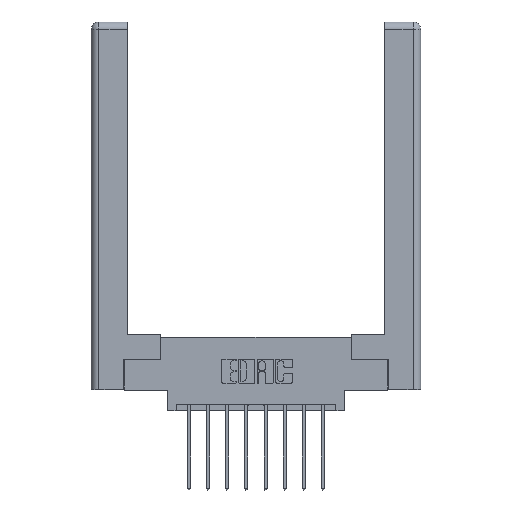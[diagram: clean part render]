
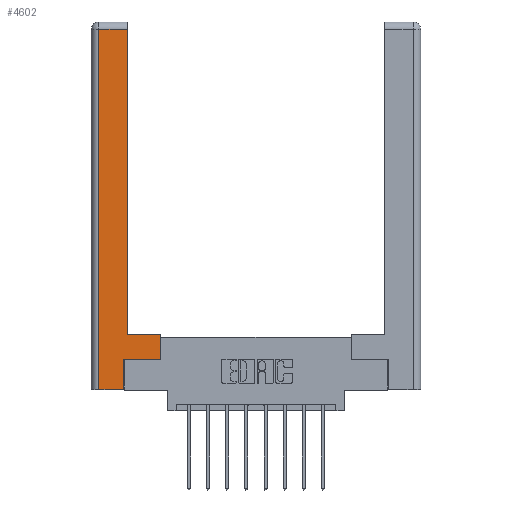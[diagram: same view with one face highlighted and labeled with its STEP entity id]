
A CAD part, top view. The second image highlights one B-rep face of the part: STEP entity #4602.
In plain terms, the highlighted planar face has unit normal (0, 0, 1).
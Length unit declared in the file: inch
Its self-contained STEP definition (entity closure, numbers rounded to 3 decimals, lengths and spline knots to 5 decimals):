
#146 = PLANE ( 'NONE',  #11295 ) ;
#190 = DIRECTION ( 'NONE',  ( -1., 0., 0. ) ) ;
#253 = DIRECTION ( 'NONE',  ( 0., -1., 0. ) ) ;
#462 = CARTESIAN_POINT ( 'NONE',  ( 0.565, 0.245, 0. ) ) ;
#472 = VERTEX_POINT ( 'NONE', #10305 ) ;
#538 = LINE ( 'NONE', #11956, #1972 ) ;
#577 = LINE ( 'NONE', #7870, #12253 ) ;
#650 = VECTOR ( 'NONE', #2212, 39.37008 ) ;
#728 = DIRECTION ( 'NONE',  ( 1., 0., 0. ) ) ;
#862 = VERTEX_POINT ( 'NONE', #9250 ) ;
#1245 = EDGE_CURVE ( 'NONE', #10908, #4474, #577, .T. ) ;
#1384 = CARTESIAN_POINT ( 'NONE',  ( 0.0615, 2.94, 0. ) ) ;
#1489 = EDGE_CURVE ( 'NONE', #5810, #10908, #5495, .T. ) ;
#1495 = LINE ( 'NONE', #5910, #3604 ) ;
#1623 = VERTEX_POINT ( 'NONE', #10220 ) ;
#1972 = VECTOR ( 'NONE', #5689, 39.37008 ) ;
#2212 = DIRECTION ( 'NONE',  ( 0., 1., 0. ) ) ;
#2759 = VECTOR ( 'NONE', #8503, 39.37008 ) ;
#2932 = ORIENTED_EDGE ( 'NONE', *, *, #10790, .T. ) ;
#3183 = CARTESIAN_POINT ( 'NONE',  ( 0.265, 0.245, 0. ) ) ;
#3235 = CARTESIAN_POINT ( 'NONE',  ( 0.265, 0.245, 0. ) ) ;
#3604 = VECTOR ( 'NONE', #6052, 39.37008 ) ;
#4286 = DIRECTION ( 'NONE',  ( 0., 0., -1. ) ) ;
#4474 = VERTEX_POINT ( 'NONE', #462 ) ;
#4602 = ADVANCED_FACE ( 'NONE', ( #12441 ), #146, .F. ) ;
#5309 = ORIENTED_EDGE ( 'NONE', *, *, #11363, .T. ) ;
#5495 = LINE ( 'NONE', #3235, #2759 ) ;
#5596 = ORIENTED_EDGE ( 'NONE', *, *, #9532, .T. ) ;
#5635 = LINE ( 'NONE', #10594, #13274 ) ;
#5689 = DIRECTION ( 'NONE',  ( -1., 0., 0. ) ) ;
#5810 = VERTEX_POINT ( 'NONE', #11093 ) ;
#5910 = CARTESIAN_POINT ( 'NONE',  ( 0.295, 3., 0. ) ) ;
#6052 = DIRECTION ( 'NONE',  ( 0., 1., 0. ) ) ;
#6125 = LINE ( 'NONE', #8445, #650 ) ;
#6171 = VECTOR ( 'NONE', #11824, 39.37008 ) ;
#7392 = ORIENTED_EDGE ( 'NONE', *, *, #11675, .T. ) ;
#7715 = CARTESIAN_POINT ( 'NONE',  ( 0.295, 2.94, 0. ) ) ;
#7756 = CARTESIAN_POINT ( 'NONE',  ( 0.295, 0.45, 0. ) ) ;
#7870 = CARTESIAN_POINT ( 'NONE',  ( 0.565, 0.245, 0. ) ) ;
#8255 = ORIENTED_EDGE ( 'NONE', *, *, #1489, .T. ) ;
#8445 = CARTESIAN_POINT ( 'NONE',  ( 0.565, 0.45, 0. ) ) ;
#8503 = DIRECTION ( 'NONE',  ( 0., 1., 0. ) ) ;
#9023 = DIRECTION ( 'NONE',  ( 1., 0., 0. ) ) ;
#9066 = ORIENTED_EDGE ( 'NONE', *, *, #12871, .T. ) ;
#9250 = CARTESIAN_POINT ( 'NONE',  ( 0.295, 0.45, 0. ) ) ;
#9460 = CARTESIAN_POINT ( 'NONE',  ( 0., 0., 0. ) ) ;
#9464 = VERTEX_POINT ( 'NONE', #7715 ) ;
#9475 = ORIENTED_EDGE ( 'NONE', *, *, #1245, .T. ) ;
#9532 = EDGE_CURVE ( 'NONE', #11194, #472, #5635, .T. ) ;
#9946 = CARTESIAN_POINT ( 'NONE',  ( 0.265, 0., 0. ) ) ;
#10133 = EDGE_LOOP ( 'NONE', ( #5309, #7392, #5596, #2932, #8255, #9475, #9066, #10683 ) ) ;
#10220 = CARTESIAN_POINT ( 'NONE',  ( 0.565, 0.45, 0. ) ) ;
#10305 = CARTESIAN_POINT ( 'NONE',  ( 0.0615, 0., 0. ) ) ;
#10594 = CARTESIAN_POINT ( 'NONE',  ( 0.0615, 0., 0. ) ) ;
#10683 = ORIENTED_EDGE ( 'NONE', *, *, #11663, .T. ) ;
#10790 = EDGE_CURVE ( 'NONE', #472, #5810, #13017, .T. ) ;
#10908 = VERTEX_POINT ( 'NONE', #3183 ) ;
#11093 = CARTESIAN_POINT ( 'NONE',  ( 0.265, 0., 0. ) ) ;
#11194 = VERTEX_POINT ( 'NONE', #1384 ) ;
#11295 = AXIS2_PLACEMENT_3D ( 'NONE', #9460, #4286, #190 ) ;
#11363 = EDGE_CURVE ( 'NONE', #862, #9464, #1495, .T. ) ;
#11663 = EDGE_CURVE ( 'NONE', #1623, #862, #12033, .T. ) ;
#11675 = EDGE_CURVE ( 'NONE', #9464, #11194, #538, .T. ) ;
#11703 = VECTOR ( 'NONE', #9023, 39.37008 ) ;
#11824 = DIRECTION ( 'NONE',  ( -1., 0., 0. ) ) ;
#11956 = CARTESIAN_POINT ( 'NONE',  ( 0.0615, 2.94, 0. ) ) ;
#12033 = LINE ( 'NONE', #7756, #6171 ) ;
#12253 = VECTOR ( 'NONE', #728, 39.37008 ) ;
#12441 = FACE_OUTER_BOUND ( 'NONE', #10133, .T. ) ;
#12871 = EDGE_CURVE ( 'NONE', #4474, #1623, #6125, .T. ) ;
#13017 = LINE ( 'NONE', #9946, #11703 ) ;
#13274 = VECTOR ( 'NONE', #253, 39.37008 ) ;
